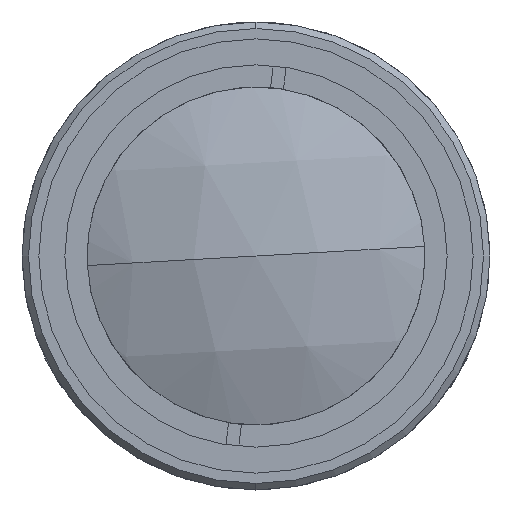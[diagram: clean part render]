
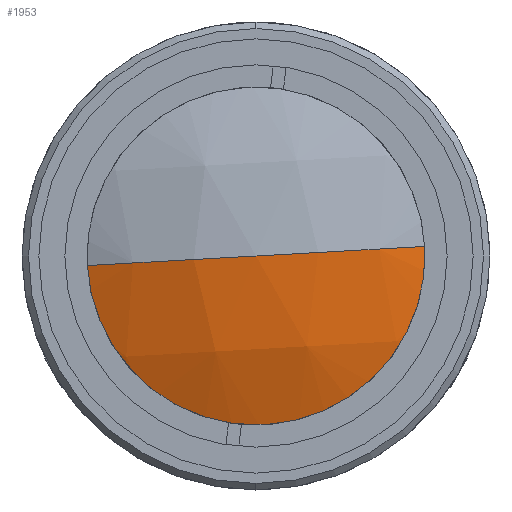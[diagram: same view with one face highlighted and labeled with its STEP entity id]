
A CAD part, left-side view. The second image highlights one B-rep face of the part: STEP entity #1953.
In plain terms, the highlighted spherical face has radius 34.13 mm.
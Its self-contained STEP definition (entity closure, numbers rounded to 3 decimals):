
#98 = DIRECTION ( 'NONE',  ( 0., -0.057, -0.998 ) ) ;
#180 = AXIS2_PLACEMENT_3D ( 'NONE', #3780, #98, #1229 ) ;
#322 = AXIS2_PLACEMENT_3D ( 'NONE', #1414, #1086, #2637 ) ;
#431 = AXIS2_PLACEMENT_3D ( 'NONE', #2382, #1698, #3460 ) ;
#493 = AXIS2_PLACEMENT_3D ( 'NONE', #3651, #1075, #721 ) ;
#509 = ORIENTED_EDGE ( 'NONE', *, *, #4185, .F. ) ;
#582 = CARTESIAN_POINT ( 'NONE',  ( 8., 0., 0. ) ) ;
#640 = EDGE_LOOP ( 'NONE', ( #713, #3293, #509 ) ) ;
#713 = ORIENTED_EDGE ( 'NONE', *, *, #4460, .T. ) ;
#721 = DIRECTION ( 'NONE',  ( 0., 0.998, -0.057 ) ) ;
#765 = SPHERICAL_SURFACE ( 'NONE', #493, 34.13 ) ;
#1075 = DIRECTION ( 'NONE',  ( 0., -0.057, -0.998 ) ) ;
#1086 = DIRECTION ( 'NONE',  ( -1., 0., 0. ) ) ;
#1133 = CARTESIAN_POINT ( 'NONE',  ( 11.003, 13.977, -0.794 ) ) ;
#1229 = DIRECTION ( 'NONE',  ( 0., 0.998, -0.057 ) ) ;
#1274 = VERTEX_POINT ( 'NONE', #1133 ) ;
#1414 = CARTESIAN_POINT ( 'NONE',  ( 11.003, 0., 0. ) ) ;
#1649 = VERTEX_POINT ( 'NONE', #4145 ) ;
#1698 = DIRECTION ( 'NONE',  ( 0., 0.057, 0.998 ) ) ;
#1953 = ADVANCED_FACE ( 'NONE', ( #2601 ), #765, .T. ) ;
#1984 = CIRCLE ( 'NONE', #180, 34.13 ) ;
#2201 = VERTEX_POINT ( 'NONE', #582 ) ;
#2382 = CARTESIAN_POINT ( 'NONE',  ( 42.13, 0., 0. ) ) ;
#2601 = FACE_OUTER_BOUND ( 'NONE', #640, .T. ) ;
#2637 = DIRECTION ( 'NONE',  ( 0., 0.057, 0.998 ) ) ;
#3219 = CIRCLE ( 'NONE', #431, 34.13 ) ;
#3293 = ORIENTED_EDGE ( 'NONE', *, *, #4090, .T. ) ;
#3460 = DIRECTION ( 'NONE',  ( 0., -0.998, 0.057 ) ) ;
#3651 = CARTESIAN_POINT ( 'NONE',  ( 42.13, 0., 0. ) ) ;
#3780 = CARTESIAN_POINT ( 'NONE',  ( 42.13, 0., 0. ) ) ;
#4090 = EDGE_CURVE ( 'NONE', #1649, #2201, #1984, .T. ) ;
#4145 = CARTESIAN_POINT ( 'NONE',  ( 11.003, -13.977, 0.794 ) ) ;
#4185 = EDGE_CURVE ( 'NONE', #1274, #2201, #3219, .T. ) ;
#4383 = CIRCLE ( 'NONE', #322, 14. ) ;
#4460 = EDGE_CURVE ( 'NONE', #1274, #1649, #4383, .T. ) ;
